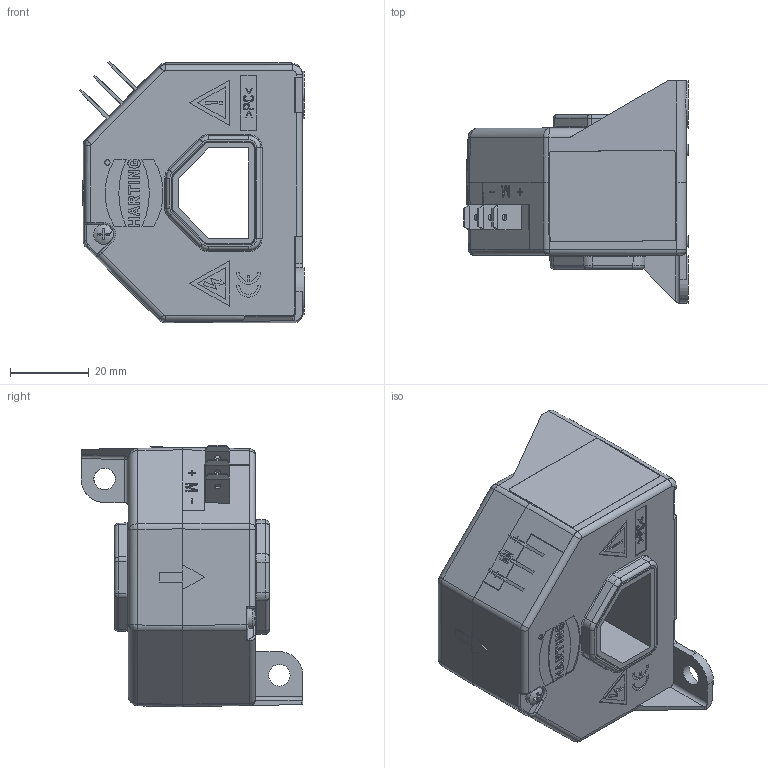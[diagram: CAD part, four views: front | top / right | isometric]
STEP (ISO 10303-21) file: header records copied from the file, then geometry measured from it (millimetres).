
FILE_DESCRIPTION(/* description */ (''),/* implementation_level */ '2;1');
FILE_NAME(/* name */ '100524990ugm000_b.stp',/* time_stamp */ '2014-07-17T10:45:26+02:00',/* author */ (''),/* organization */ (''),/* preprocessor_version */ 'ST-DEVELOPER v15',/* originating_system */ 'SIEMENS PLM Software NX 8.5',/* authorisation */ '');
FILE_SCHEMA (('AUTOMOTIVE_DESIGN { 1 0 10303 214 3 1 1 1 }'));
Length unit declared in the file: millimetre
Products named in the file (1): 100524990ugm000_b
Bounding box: 57.2 x 56.5 x 66.56 mm (x, y, z)
Volume: 29876 mm3; surface area: 38828 mm2
Topology: 2 solids, 4 shells, 1054 faces, 3229 edges, 2725 vertices
Faces by surface type: plane 642, cylinder 231, extrusion 63, bspline 50, torus 34, cone 20, sphere 14
Full cylindrical faces by diameter (mm): 1.4 x2, 1.65 x3, 2.9 x2, 3 x2, 5 x1, 5.5 x2, 12 x2
Entity records: 46328 total; most frequent: CARTESIAN_POINT 10613, ORIENTED_EDGE 5304, DIRECTION 5033, EDGE_CURVE 2652, VECTOR 2303, LINE 2240, VERTEX_POINT 1705, PRESENTATION_STYLE_ASSIGNMENT 1546
